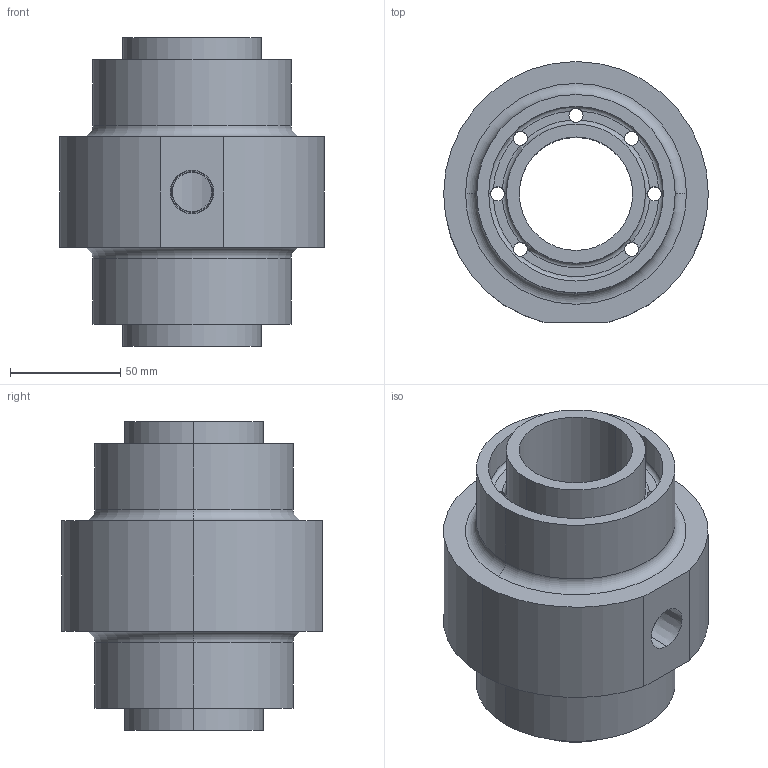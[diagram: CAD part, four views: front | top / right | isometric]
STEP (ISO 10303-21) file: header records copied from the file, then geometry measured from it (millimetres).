
FILE_DESCRIPTION (( 'STEP AP203' ), '1' );
FILE_NAME ('--7881338.STEP', '2015-03-23T13:48:35', ( 'enduser' ), ( '' ), 'SwSTEP 2.0', 'SolidWorks 2014', '' );
FILE_SCHEMA (( 'CONFIG_CONTROL_DESIGN' ));
Length unit declared in the file: inch
Products named in the file (1): --7881338
Bounding box: 119.89 x 118.11 x 139.83 mm (x, y, z)
Volume: 699913.7 mm3; surface area: 108389.8 mm2
Topology: 1 solids, 1 shells, 69 faces, 208 edges, 132 vertices
Faces by surface type: cylinder 33, plane 22, torus 12, cone 2
Entity records: 3009 total; most frequent: CARTESIAN_POINT 1034, ORIENTED_EDGE 416, DIRECTION 410, EDGE_CURVE 208, AXIS2_PLACEMENT_3D 186, VERTEX_POINT 132, CIRCLE 116, EDGE_LOOP 78
